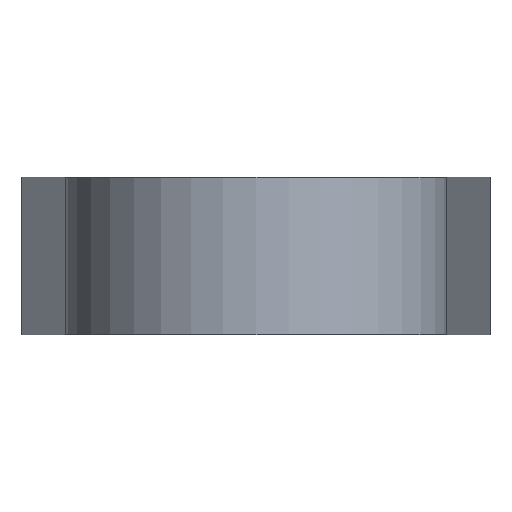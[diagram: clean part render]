
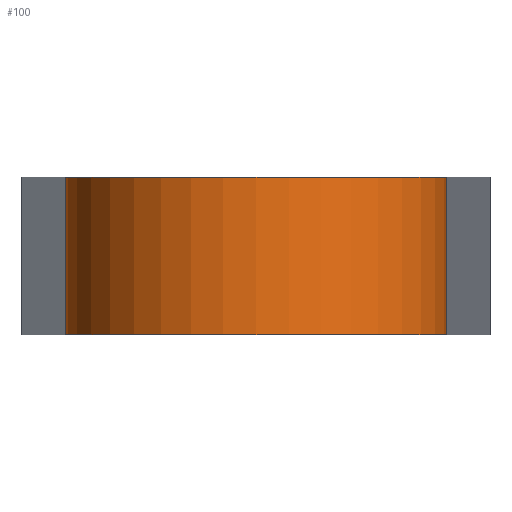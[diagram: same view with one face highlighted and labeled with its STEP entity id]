
A CAD part, left-side view. The second image highlights one B-rep face of the part: STEP entity #100.
In plain terms, the highlighted cylindrical face has radius 1.21 mm (diameter 2.421 mm), a partial arc.
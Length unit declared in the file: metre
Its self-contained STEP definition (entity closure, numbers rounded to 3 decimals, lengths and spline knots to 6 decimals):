
#12=CYLINDRICAL_SURFACE('',#121,0.00121);
#13=CIRCLE('',#117,0.00121);
#14=CIRCLE('',#119,0.00121);
#31=ORIENTED_EDGE('',*,*,#48,.F.);
#32=ORIENTED_EDGE('',*,*,#49,.F.);
#33=ORIENTED_EDGE('',*,*,#45,.T.);
#34=ORIENTED_EDGE('',*,*,#50,.T.);
#45=EDGE_CURVE('',#55,#56,#13,.T.);
#48=EDGE_CURVE('',#58,#57,#14,.T.);
#49=EDGE_CURVE('',#55,#58,#67,.T.);
#50=EDGE_CURVE('',#56,#57,#68,.T.);
#55=VERTEX_POINT('',#163);
#56=VERTEX_POINT('',#165);
#57=VERTEX_POINT('',#169);
#58=VERTEX_POINT('',#171);
#67=LINE('',#174,#77);
#68=LINE('',#176,#78);
#77=VECTOR('',#145,1.);
#78=VECTOR('',#148,1.);
#83=EDGE_LOOP('',(#31,#32,#33,#34));
#89=FACE_BOUND('',#83,.T.);
#100=ADVANCED_FACE('',(#89),#12,.T.);
#117=AXIS2_PLACEMENT_3D('',#166,#135,#136);
#119=AXIS2_PLACEMENT_3D('',#172,#141,#142);
#121=AXIS2_PLACEMENT_3D('',#175,#146,#147);
#135=DIRECTION('',(0.,0.,1.));
#136=DIRECTION('',(1.,0.,0.));
#141=DIRECTION('',(0.,0.,1.));
#142=DIRECTION('',(1.,0.,0.));
#145=DIRECTION('',(0.,0.,1.));
#146=DIRECTION('',(0.,0.,1.));
#147=DIRECTION('',(1.,0.,0.));
#148=DIRECTION('',(0.,0.,1.));
#163=CARTESIAN_POINT('',(-0.16805,-0.006117,0.));
#165=CARTESIAN_POINT('',(-0.16805,-0.008538,0.));
#166=CARTESIAN_POINT('',(-0.168044,-0.007328,0.));
#169=CARTESIAN_POINT('',(-0.16805,-0.008538,0.001));
#171=CARTESIAN_POINT('',(-0.16805,-0.006117,0.001));
#172=CARTESIAN_POINT('',(-0.168044,-0.007328,0.001));
#174=CARTESIAN_POINT('',(-0.16805,-0.006117,0.));
#175=CARTESIAN_POINT('',(-0.168044,-0.007328,0.));
#176=CARTESIAN_POINT('',(-0.16805,-0.008538,0.));
